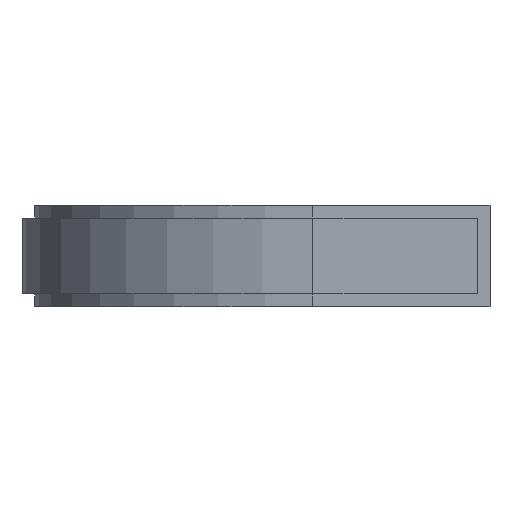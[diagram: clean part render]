
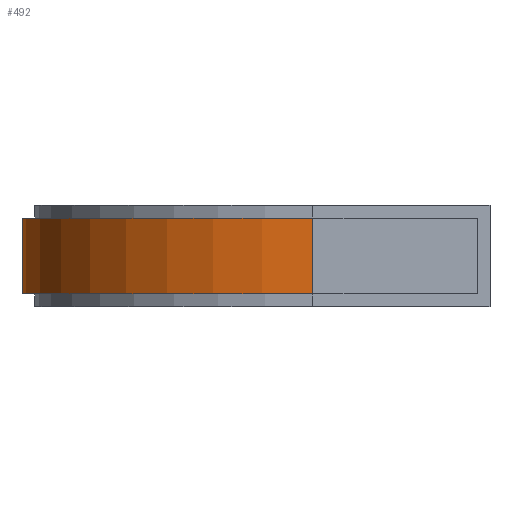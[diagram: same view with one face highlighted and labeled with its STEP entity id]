
A CAD part, left-side view. The second image highlights one B-rep face of the part: STEP entity #492.
In plain terms, the highlighted cylindrical face has radius 23 mm (diameter 46 mm), a partial arc.
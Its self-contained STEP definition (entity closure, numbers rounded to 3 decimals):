
#400=CARTESIAN_POINT('',(23.,37.0,-3.));
#401=VERTEX_POINT('',#400);
#410=CARTESIAN_POINT('',(23.,37.0,3.));
#411=VERTEX_POINT('',#410);
#412=CARTESIAN_POINT('',(23.,37.0,-3.));
#413=DIRECTION('',(0.0,0.0,1.0));
#414=VECTOR('',#413,6.);
#415=LINE('',#412,#414);
#416=EDGE_CURVE('',#401,#411,#415,.T.);
#460=CARTESIAN_POINT('',(23.,14.,0.0));
#461=DIRECTION('',(0.0,0.0,-1.0));
#462=DIRECTION('',(-1.0,0.0,0.0));
#463=AXIS2_PLACEMENT_3D('',#460,#461,#462);
#464=CYLINDRICAL_SURFACE('',#463,23.);
#465=CARTESIAN_POINT('',(0.,14.,-3.));
#466=VERTEX_POINT('',#465);
#467=CARTESIAN_POINT('',(23.,14.,-3.));
#468=DIRECTION('',(0.0,0.0,-1.0));
#469=DIRECTION('',(-1.0,0.0,0.0));
#470=AXIS2_PLACEMENT_3D('',#467,#468,#469);
#471=CIRCLE('',#470,23.);
#472=EDGE_CURVE('',#466,#401,#471,.T.);
#473=ORIENTED_EDGE('',*,*,#472,.F.);
#474=CARTESIAN_POINT('',(0.,14.,3.));
#475=VERTEX_POINT('',#474);
#476=CARTESIAN_POINT('',(0.,14.,-3.));
#477=DIRECTION('',(0.0,0.0,1.0));
#478=VECTOR('',#477,6.);
#479=LINE('',#476,#478);
#480=EDGE_CURVE('',#466,#475,#479,.T.);
#481=ORIENTED_EDGE('',*,*,#480,.T.);
#482=CARTESIAN_POINT('',(23.,14.,3.));
#483=DIRECTION('',(0.0,0.0,-1.0));
#484=DIRECTION('',(-1.0,0.0,0.0));
#485=AXIS2_PLACEMENT_3D('',#482,#483,#484);
#486=CIRCLE('',#485,23.);
#487=EDGE_CURVE('',#475,#411,#486,.T.);
#488=ORIENTED_EDGE('',*,*,#487,.T.);
#489=ORIENTED_EDGE('',*,*,#416,.F.);
#490=EDGE_LOOP('',(#473,#481,#488,#489));
#491=FACE_OUTER_BOUND('',#490,.T.);
#492=ADVANCED_FACE('',(#491),#464,.T.);
